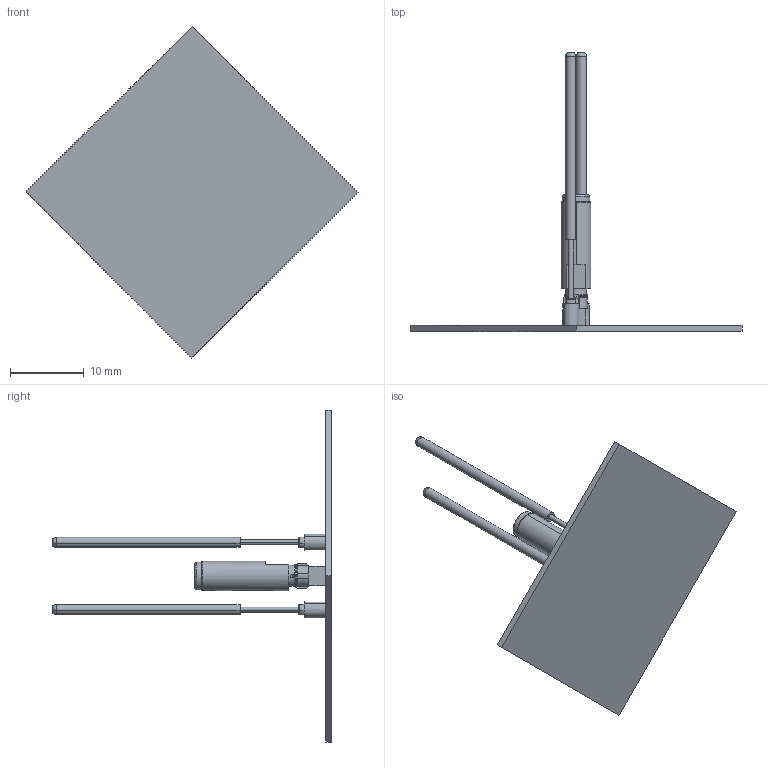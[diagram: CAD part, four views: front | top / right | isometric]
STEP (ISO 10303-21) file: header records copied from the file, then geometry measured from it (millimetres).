
FILE_DESCRIPTION (( 'STEP AP214' ), '1' );
FILE_NAME ('INGUN_109704.STEP', '2021-03-25T14:21:19', ( '' ), ( '' ), 'SwSTEP 2.0', 'SolidWorks 2018', '' );
FILE_SCHEMA (( 'AUTOMOTIVE_DESIGN' ));
Length unit declared in the file: millimetre
Products named in the file (4): INGUN_109704; 108704~0_NanoVTEP 31,8x31,8; 108707~0_S; 111606~0_S
Assembly tree (4 placements, depth 2):
  INGUN_109704
    108707~0_S
    108704~0_NanoVTEP 31,8x31,8
    111606~0_S  x2
Bounding box: 44.97 x 37.79 x 44.97 mm (x, y, z)
Volume: 1098.6 mm3; surface area: 2758.5 mm2
Topology: 7 solids, 13 shells, 430 faces, 1090 edges, 708 vertices
Faces by surface type: plane 231, bspline 149, cylinder 30, torus 16, sphere 4
Entity records: 21620 total; most frequent: CARTESIAN_POINT 10284, ORIENTED_EDGE 2068, DIRECTION 1294, EDGE_CURVE 1034, VERTEX_POINT 681, LINE 634, VECTOR 634, EDGE_LOOP 441
